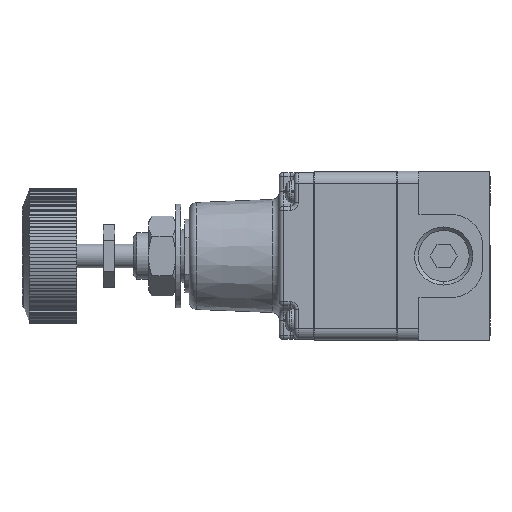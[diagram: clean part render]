
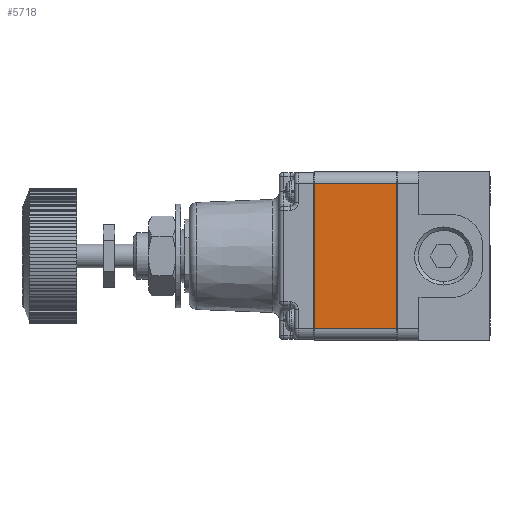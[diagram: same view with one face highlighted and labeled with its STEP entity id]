
A CAD part, left-side view. The second image highlights one B-rep face of the part: STEP entity #5718.
In plain terms, the highlighted planar face has unit normal (-1, 0, 0).
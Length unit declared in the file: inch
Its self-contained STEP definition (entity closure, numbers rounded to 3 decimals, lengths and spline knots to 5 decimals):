
#324 = PLANE ( 'NONE',  #23983 ) ;
#442 = CARTESIAN_POINT ( 'NONE',  ( -0.6815, 1.0465, -0.5875 ) ) ;
#1760 = ORIENTED_EDGE ( 'NONE', *, *, #15952, .T. ) ;
#2254 = VECTOR ( 'NONE', #11206, 39.37008 ) ;
#2390 = VECTOR ( 'NONE', #16250, 39.37008 ) ;
#2866 = ORIENTED_EDGE ( 'NONE', *, *, #23738, .T. ) ;
#3200 = CARTESIAN_POINT ( 'NONE',  ( -0.6815, 1.0465, 0.5875 ) ) ;
#3971 = EDGE_CURVE ( 'NONE', #18958, #4999, #7236, .T. ) ;
#4694 = CARTESIAN_POINT ( 'NONE',  ( -0.6815, 1.0525, -0.5875 ) ) ;
#4999 = VERTEX_POINT ( 'NONE', #15483 ) ;
#5718 = ADVANCED_FACE ( 'NONE', ( #25132 ), #324, .F. ) ;
#6068 = VERTEX_POINT ( 'NONE', #3200 ) ;
#6178 = DIRECTION ( 'NONE',  ( 1., 0., 0. ) ) ;
#7141 = VERTEX_POINT ( 'NONE', #442 ) ;
#7236 = LINE ( 'NONE', #16557, #11758 ) ;
#8226 = EDGE_LOOP ( 'NONE', ( #24232, #2866, #1760, #17398 ) ) ;
#9290 = CARTESIAN_POINT ( 'NONE',  ( -0.6815, 1.0525, 0.5875 ) ) ;
#10231 = VECTOR ( 'NONE', #15387, 39.37008 ) ;
#11206 = DIRECTION ( 'NONE',  ( 0., -1., 0. ) ) ;
#11758 = VECTOR ( 'NONE', #18517, 39.37008 ) ;
#13455 = CARTESIAN_POINT ( 'NONE',  ( -0.6815, 1.0465, -0.5875 ) ) ;
#15387 = DIRECTION ( 'NONE',  ( 0., 0., -1. ) ) ;
#15483 = CARTESIAN_POINT ( 'NONE',  ( -0.6815, 0.3775, 0.5875 ) ) ;
#15952 = EDGE_CURVE ( 'NONE', #7141, #18958, #22382, .T. ) ;
#16250 = DIRECTION ( 'NONE',  ( 0., -1., 0. ) ) ;
#16557 = CARTESIAN_POINT ( 'NONE',  ( -0.6815, 0.3775, -0.5875 ) ) ;
#17398 = ORIENTED_EDGE ( 'NONE', *, *, #3971, .T. ) ;
#17686 = LINE ( 'NONE', #9290, #2254 ) ;
#17747 = CARTESIAN_POINT ( 'NONE',  ( -0.6815, 1.0525, -0.5875 ) ) ;
#18517 = DIRECTION ( 'NONE',  ( 0., 0., 1. ) ) ;
#18958 = VERTEX_POINT ( 'NONE', #24617 ) ;
#19628 = EDGE_CURVE ( 'NONE', #6068, #4999, #17686, .T. ) ;
#19693 = DIRECTION ( 'NONE',  ( 0., 0., -1. ) ) ;
#20536 = LINE ( 'NONE', #13455, #10231 ) ;
#22382 = LINE ( 'NONE', #4694, #2390 ) ;
#23738 = EDGE_CURVE ( 'NONE', #6068, #7141, #20536, .T. ) ;
#23983 = AXIS2_PLACEMENT_3D ( 'NONE', #17747, #6178, #19693 ) ;
#24232 = ORIENTED_EDGE ( 'NONE', *, *, #19628, .F. ) ;
#24617 = CARTESIAN_POINT ( 'NONE',  ( -0.6815, 0.3775, -0.5875 ) ) ;
#25132 = FACE_OUTER_BOUND ( 'NONE', #8226, .T. ) ;
